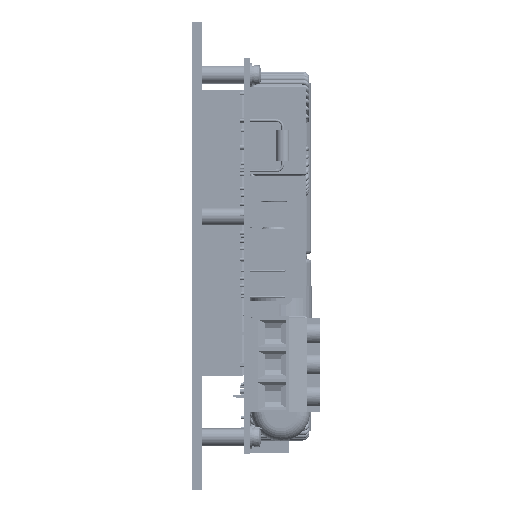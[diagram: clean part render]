
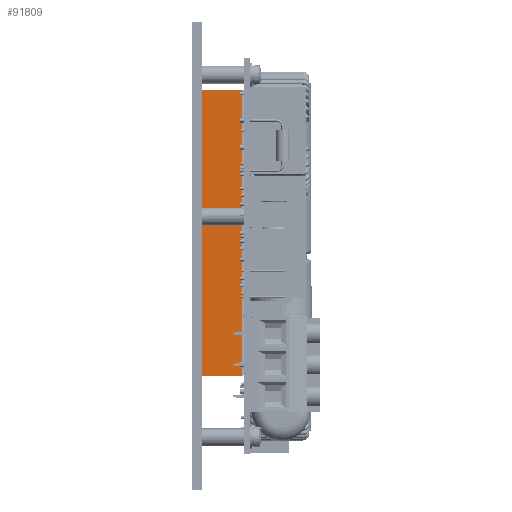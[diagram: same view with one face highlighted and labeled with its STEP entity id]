
A CAD part, left-side view. The second image highlights one B-rep face of the part: STEP entity #91809.
In plain terms, the highlighted planar face has unit normal (-1, 0, 0).
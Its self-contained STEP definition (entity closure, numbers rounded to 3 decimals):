
#8959 = CARTESIAN_POINT ( 'NONE',  ( -25.3, -3., -36.4 ) ) ;
#10007 = EDGE_LOOP ( 'NONE', ( #23188, #141842, #131908, #87202 ) ) ;
#13628 = EDGE_CURVE ( 'NONE', #90891, #144393, #61151, .T. ) ;
#14252 = PLANE ( 'NONE',  #57476 ) ;
#18343 = VECTOR ( 'NONE', #102129, 1000. ) ;
#23188 = ORIENTED_EDGE ( 'NONE', *, *, #76396, .F. ) ;
#26967 = DIRECTION ( 'NONE',  ( 0., 1., 0. ) ) ;
#35989 = DIRECTION ( 'NONE',  ( 0., 0., -1. ) ) ;
#51893 = VECTOR ( 'NONE', #35989, 1000. ) ;
#55187 = CARTESIAN_POINT ( 'NONE',  ( -25.3, -6., -36.4 ) ) ;
#57476 = AXIS2_PLACEMENT_3D ( 'NONE', #128798, #100136, #152390 ) ;
#61151 = LINE ( 'NONE', #8959, #51893 ) ;
#64458 = LINE ( 'NONE', #55187, #103102 ) ;
#68463 = CARTESIAN_POINT ( 'NONE',  ( -25.3, -15.2, 50.4 ) ) ;
#74504 = EDGE_CURVE ( 'NONE', #121082, #96429, #116446, .T. ) ;
#75243 = CARTESIAN_POINT ( 'NONE',  ( -25.3, -15.2, 50.4 ) ) ;
#76396 = EDGE_CURVE ( 'NONE', #121082, #144393, #64458, .T. ) ;
#78321 = CARTESIAN_POINT ( 'NONE',  ( -25.3, -6., 50.4 ) ) ;
#79083 = CARTESIAN_POINT ( 'NONE',  ( -25.3, -3., 50.4 ) ) ;
#87202 = ORIENTED_EDGE ( 'NONE', *, *, #13628, .T. ) ;
#90891 = VERTEX_POINT ( 'NONE', #79083 ) ;
#91412 = DIRECTION ( 'NONE',  ( 0., 1., 0. ) ) ;
#91809 = ADVANCED_FACE ( 'NONE', ( #114485 ), #14252, .F. ) ;
#96429 = VERTEX_POINT ( 'NONE', #68463 ) ;
#100136 = DIRECTION ( 'NONE',  ( 1., 0., 0. ) ) ;
#100209 = LINE ( 'NONE', #78321, #142361 ) ;
#102129 = DIRECTION ( 'NONE',  ( 0., 0., 1. ) ) ;
#103102 = VECTOR ( 'NONE', #91412, 1000. ) ;
#114485 = FACE_OUTER_BOUND ( 'NONE', #10007, .T. ) ;
#116446 = LINE ( 'NONE', #75243, #18343 ) ;
#121082 = VERTEX_POINT ( 'NONE', #125271 ) ;
#125271 = CARTESIAN_POINT ( 'NONE',  ( -25.3, -15.2, -36.4 ) ) ;
#128798 = CARTESIAN_POINT ( 'NONE',  ( -25.3, -6., -36.4 ) ) ;
#131908 = ORIENTED_EDGE ( 'NONE', *, *, #151937, .T. ) ;
#141842 = ORIENTED_EDGE ( 'NONE', *, *, #74504, .T. ) ;
#142361 = VECTOR ( 'NONE', #26967, 1000. ) ;
#144393 = VERTEX_POINT ( 'NONE', #153733 ) ;
#151937 = EDGE_CURVE ( 'NONE', #96429, #90891, #100209, .T. ) ;
#152390 = DIRECTION ( 'NONE',  ( 0., 1., 0. ) ) ;
#153733 = CARTESIAN_POINT ( 'NONE',  ( -25.3, -3., -36.4 ) ) ;
